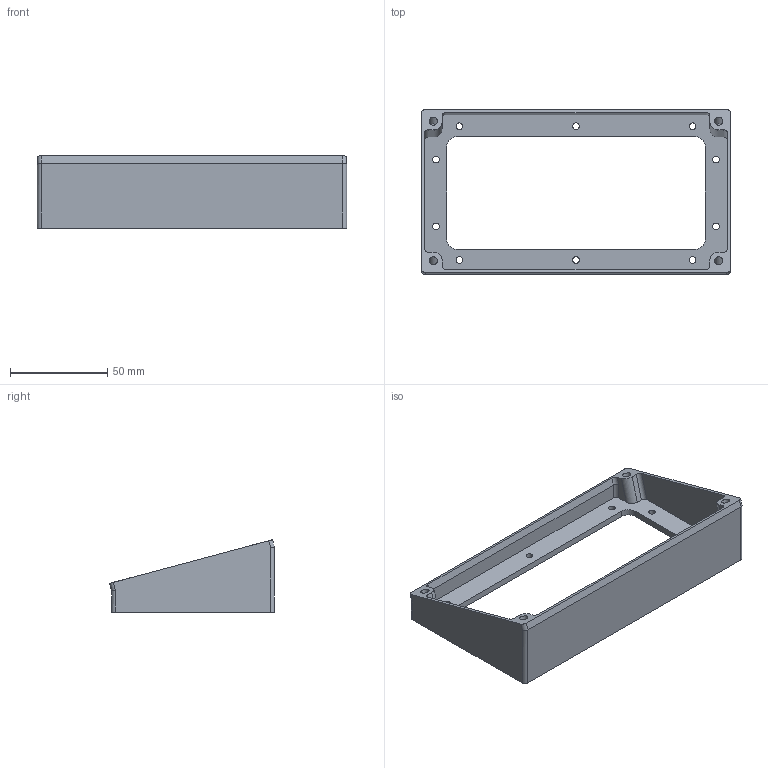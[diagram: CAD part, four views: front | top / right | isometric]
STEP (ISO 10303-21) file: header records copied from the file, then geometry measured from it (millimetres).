
Length unit declared in the file: millimetre
Products named in the file (1): Front panel
Bounding box: 159 x 84.84 x 37.26 mm (x, y, z)
Volume: 40877.5 mm3; surface area: 37045 mm2
Topology: 1 solids, 1 shells, 75 faces, 194 edges, 126 vertices
Faces by surface type: cylinder 42, plane 31, bspline 2
Full cylindrical faces by diameter (mm): 3.4 x10, 4.3 x4
Entity records: 2474 total; most frequent: CARTESIAN_POINT 476, DIRECTION 420, ORIENTED_EDGE 388, EDGE_CURVE 194, AXIS2_PLACEMENT_3D 154, VERTEX_POINT 126, LINE 112, VECTOR 112
